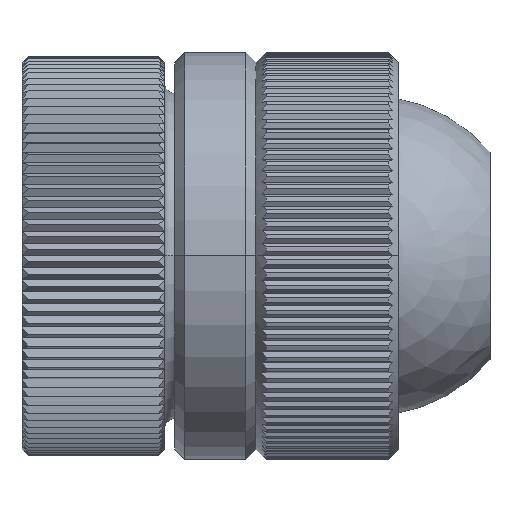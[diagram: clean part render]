
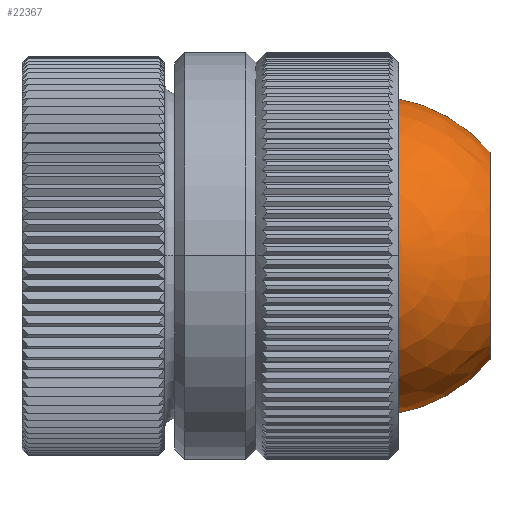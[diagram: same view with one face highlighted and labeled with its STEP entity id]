
A CAD part, top view. The second image highlights one B-rep face of the part: STEP entity #22367.
In plain terms, the highlighted spherical face has radius 7.875 mm.
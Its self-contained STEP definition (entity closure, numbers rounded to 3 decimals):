
#134 = CARTESIAN_POINT ( 'NONE',  ( 0., 0., 0. ) ) ;
#412 = CIRCLE ( 'NONE', #15590, 5.101 ) ;
#732 = CARTESIAN_POINT ( 'NONE',  ( 6., 5.101, 0. ) ) ;
#1047 = DIRECTION ( 'NONE',  ( 0., 0., 1. ) ) ;
#1087 = VERTEX_POINT ( 'NONE', #14508 ) ;
#2264 = VERTEX_POINT ( 'NONE', #4527 ) ;
#2455 = CARTESIAN_POINT ( 'NONE',  ( 6., -5.101, 0. ) ) ;
#4252 = DIRECTION ( 'NONE',  ( 0., 0., 1. ) ) ;
#4382 = EDGE_CURVE ( 'NONE', #15756, #2264, #14014, .T. ) ;
#4527 = CARTESIAN_POINT ( 'NONE',  ( -6., 5.101, 0. ) ) ;
#4551 = ORIENTED_EDGE ( 'NONE', *, *, #7073, .T. ) ;
#4922 = DIRECTION ( 'NONE',  ( -1., 0., 0. ) ) ;
#5053 = SPHERICAL_SURFACE ( 'NONE', #15139, 7.875 ) ;
#5349 = DIRECTION ( 'NONE',  ( 0., 0., 1. ) ) ;
#7073 = EDGE_CURVE ( 'NONE', #21860, #15756, #23277, .T. ) ;
#7123 = CARTESIAN_POINT ( 'NONE',  ( -6., 0., 0. ) ) ;
#8987 = DIRECTION ( 'NONE',  ( 0., 1., 0. ) ) ;
#9491 = ORIENTED_EDGE ( 'NONE', *, *, #4382, .T. ) ;
#12951 = EDGE_CURVE ( 'NONE', #1087, #2264, #412, .T. ) ;
#13157 = CARTESIAN_POINT ( 'NONE',  ( 0., 0., 0. ) ) ;
#14014 = CIRCLE ( 'NONE', #23002, 7.875 ) ;
#14018 = AXIS2_PLACEMENT_3D ( 'NONE', #15373, #17560, #5349 ) ;
#14160 = DIRECTION ( 'NONE',  ( 0., 1., 0. ) ) ;
#14508 = CARTESIAN_POINT ( 'NONE',  ( -6., -5.101, 0. ) ) ;
#15139 = AXIS2_PLACEMENT_3D ( 'NONE', #134, #19902, #14160 ) ;
#15373 = CARTESIAN_POINT ( 'NONE',  ( 6., 0., 0. ) ) ;
#15590 = AXIS2_PLACEMENT_3D ( 'NONE', #7123, #4922, #1047 ) ;
#15756 = VERTEX_POINT ( 'NONE', #732 ) ;
#16012 = CIRCLE ( 'NONE', #20628, 7.875 ) ;
#16845 = ORIENTED_EDGE ( 'NONE', *, *, #12951, .F. ) ;
#17560 = DIRECTION ( 'NONE',  ( -1., 0., 0. ) ) ;
#17668 = EDGE_LOOP ( 'NONE', ( #23661, #4551, #9491, #16845 ) ) ;
#18495 = DIRECTION ( 'NONE',  ( 1., 0., 0. ) ) ;
#19902 = DIRECTION ( 'NONE',  ( 0., 0., -1. ) ) ;
#20628 = AXIS2_PLACEMENT_3D ( 'NONE', #13157, #21168, #8987 ) ;
#21168 = DIRECTION ( 'NONE',  ( 0., 0., -1. ) ) ;
#21487 = EDGE_CURVE ( 'NONE', #21860, #1087, #16012, .T. ) ;
#21860 = VERTEX_POINT ( 'NONE', #2455 ) ;
#22367 = ADVANCED_FACE ( 'NONE', ( #24411 ), #5053, .T. ) ;
#22491 = CARTESIAN_POINT ( 'NONE',  ( 0., 0., 0. ) ) ;
#23002 = AXIS2_PLACEMENT_3D ( 'NONE', #22491, #4252, #18495 ) ;
#23277 = CIRCLE ( 'NONE', #14018, 5.101 ) ;
#23661 = ORIENTED_EDGE ( 'NONE', *, *, #21487, .F. ) ;
#24411 = FACE_OUTER_BOUND ( 'NONE', #17668, .T. ) ;
